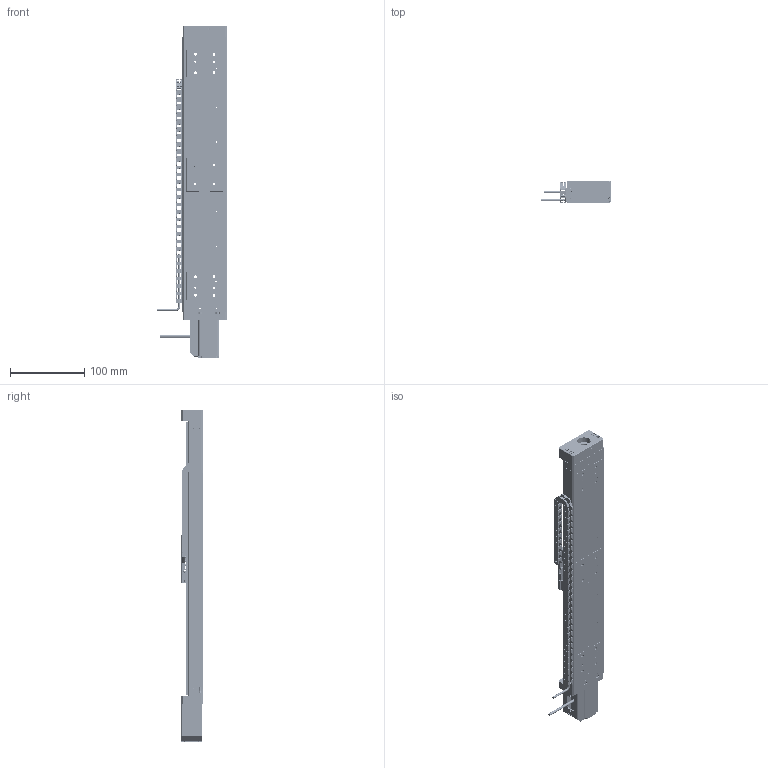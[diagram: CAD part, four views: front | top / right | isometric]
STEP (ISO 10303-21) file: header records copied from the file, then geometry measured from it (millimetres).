
FILE_DESCRIPTION (( 'STEP AP214' ), '1' );
FILE_NAME ('PPS-60-45X1X.STEP', '2023-03-02T01:04:48', ( '' ), ( '' ), 'SwSTEP 2.0', 'SolidWorks 2020', '' );
FILE_SCHEMA (( 'AUTOMOTIVE_DESIGN' ));
Length unit declared in the file: millimetre
Products named in the file (26): Cable Chain exit cable_CL, VAC, ENC CABLE; 430602 PPS-60, END PLATE, BEARING SIDE_cover 4; 430608 PPS-60, Scale Spacer, MII Tape_316mm; SCREW, SHCS-S, M-DIN_M2.5 x 0.45 x 14mm; 430604 PPS-60, EXTERNAL MOTOR COVER; 130174 PPS-60, Bearing Block; 110152 Stepper Motor, Size 11, Lin; SCREW, MS-PPH, M-JCIS_M2 x 0.4 x 7mm; SCREW, SHCS-S, M-DIN_M3 x 0.5 x 12mm; Cable Chain exit cable_MOTOR+LIMIT VACUUM; 430562 PPS-60, Cable Clamp, Carriage; IGUS chain, end link; PPS-60, Base, Master Part_300mm; 430559 PPS-60, Carriage, L65mm; SCREW, SHCS-S, M-DIN_M2.5 x 0.45 x 12mm; 130174 Bearing Slide Rail, PPS-60_300mm; 430564 PPS-60, Mercury Encoder Bracket, Carriage; Dowel Pin, M-DIN_M01.5 x 005; SCREW, MS-PPH, M-JCIS_M1.6 x 0.35 x 4mm; SCREW, SHCS-S, M-DIN_M2 x 0.4 x 03mm; IGUS chain, PPS-60_300mm; IGUS chain link; 430601 PPS-60, END PLATE, MOTOR SIDE_cover 4; PPS-60-45X1X; SCREW, MS-PPH, M-JCIS_M2 x 0.4 x 6mm; 110066 ENCODER HEAD, M1000, ATMOSPHERIC, 1Vpp_Atmospheric
Assembly tree (141 placements, depth 3):
  PPS-60-45X1X
    PPS-60, Base, Master Part_300mm
    430559 PPS-60, Carriage, L65mm
    430562 PPS-60, Cable Clamp, Carriage
    SCREW, SHCS-S, M-DIN_M3 x 0.5 x 12mm  x8
    SCREW, MS-PPH, M-JCIS_M1.6 x 0.35 x 4mm  x4
    SCREW, SHCS-S, M-DIN_M2 x 0.4 x 03mm  x10
    Dowel Pin, M-DIN_M01.5 x 005  x4
    130174 PPS-60, Bearing Block  x4
    130174 Bearing Slide Rail, PPS-60_300mm  x2
    SCREW, MS-PPH, M-JCIS_M2 x 0.4 x 6mm  x41
    SCREW, MS-PPH, M-JCIS_M2 x 0.4 x 7mm  x7
    110152 Stepper Motor, Size 11, Lin
    SCREW, SHCS-S, M-DIN_M2.5 x 0.45 x 14mm  x4
    430602 PPS-60, END PLATE, BEARING SIDE_cover 4
    430601 PPS-60, END PLATE, MOTOR SIDE_cover 4
    430604 PPS-60, EXTERNAL MOTOR COVER
    SCREW, SHCS-S, M-DIN_M2.5 x 0.45 x 12mm  x2
    IGUS chain, PPS-60_300mm
      IGUS chain, end link
      IGUS chain link  x41
    430608 PPS-60, Scale Spacer, MII Tape_316mm
    430564 PPS-60, Mercury Encoder Bracket, Carriage
    110066 ENCODER HEAD, M1000, ATMOSPHERIC, 1Vpp_Atmospheric
    Cable Chain exit cable_MOTOR+LIMIT VACUUM
    Cable Chain exit cable_CL, VAC, ENC CABLE
Bounding box: 94.35 x 30 x 447.6 mm (x, y, z)
Volume: 348026.4 mm3; surface area: 179844.4 mm2
Topology: 140 solids, 140 shells, 6673 faces, 16384 edges, 10342 vertices
Faces by surface type: plane 3603, cylinder 2109, torus 530, cone 423, bspline 8
Entity records: 67264 total; most frequent: DIRECTION 11510, CARTESIAN_POINT 11480, ORIENTED_EDGE 10020, EDGE_CURVE 5010, AXIS2_PLACEMENT_3D 4354, VERTEX_POINT 3242, VECTOR 2802, LINE 2802
